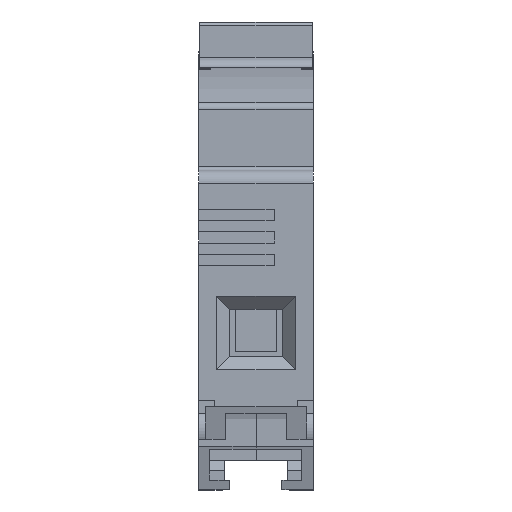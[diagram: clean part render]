
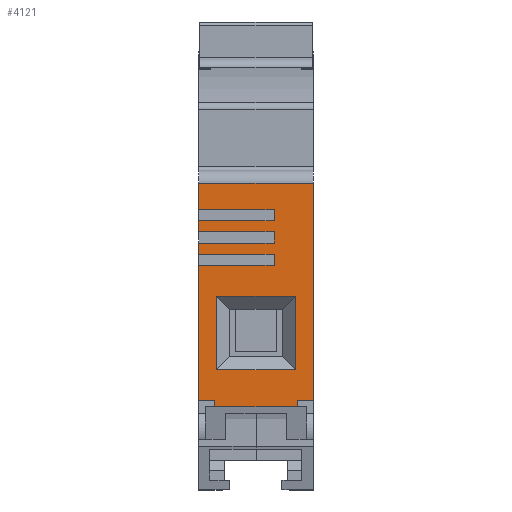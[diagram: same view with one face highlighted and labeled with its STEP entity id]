
A CAD part, front view. The second image highlights one B-rep face of the part: STEP entity #4121.
In plain terms, the highlighted planar face has unit normal (0, -1, 0).
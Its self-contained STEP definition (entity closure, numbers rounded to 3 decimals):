
#1020=DIRECTION('',(0.,0.,1.));
#1021=VECTOR('',#1020,33.);
#1022=CARTESIAN_POINT('',(17.5,-58.2,2.));
#1023=LINE('',#1022,#1021);
#1419=DIRECTION('',(-1.,0.,0.));
#1420=VECTOR('',#1419,2.5);
#1421=CARTESIAN_POINT('',(2.5,-58.2,2.));
#1422=LINE('',#1421,#1420);
#1426=DIRECTION('',(0.,0.,1.));
#1427=VECTOR('',#1426,20.5);
#1428=CARTESIAN_POINT('',(0.,-58.2,2.));
#1429=LINE('',#1428,#1427);
#1433=DIRECTION('',(0.,0.,1.));
#1434=VECTOR('',#1433,1.7);
#1435=CARTESIAN_POINT('',(11.5,-58.2,22.5));
#1436=LINE('',#1435,#1434);
#1440=DIRECTION('',(-1.,0.,0.));
#1441=VECTOR('',#1440,11.5);
#1442=CARTESIAN_POINT('',(11.5,-58.2,24.2));
#1443=LINE('',#1442,#1441);
#1447=DIRECTION('',(0.,0.,1.));
#1448=VECTOR('',#1447,1.7);
#1449=CARTESIAN_POINT('',(0.,-58.2,24.2));
#1450=LINE('',#1449,#1448);
#1454=DIRECTION('',(0.,0.,1.));
#1455=VECTOR('',#1454,1.7);
#1456=CARTESIAN_POINT('',(11.5,-58.2,25.9));
#1457=LINE('',#1456,#1455);
#1461=DIRECTION('',(-1.,0.,0.));
#1462=VECTOR('',#1461,11.5);
#1463=CARTESIAN_POINT('',(11.5,-58.2,27.6));
#1464=LINE('',#1463,#1462);
#1468=DIRECTION('',(0.,0.,1.));
#1469=VECTOR('',#1468,1.7);
#1470=CARTESIAN_POINT('',(0.,-58.2,27.6));
#1471=LINE('',#1470,#1469);
#1475=DIRECTION('',(0.,0.,1.));
#1476=VECTOR('',#1475,1.7);
#1477=CARTESIAN_POINT('',(11.5,-58.2,29.3));
#1478=LINE('',#1477,#1476);
#1482=DIRECTION('',(-1.,0.,0.));
#1483=VECTOR('',#1482,11.5);
#1484=CARTESIAN_POINT('',(11.5,-58.2,31.));
#1485=LINE('',#1484,#1483);
#1489=DIRECTION('',(0.,0.,1.));
#1490=VECTOR('',#1489,4.);
#1491=CARTESIAN_POINT('',(0.,-58.2,31.));
#1492=LINE('',#1491,#1490);
#1496=DIRECTION('',(0.,0.,-1.));
#1497=VECTOR('',#1496,1.);
#1498=CARTESIAN_POINT('',(15.,-58.2,2.));
#1499=LINE('',#1498,#1497);
#1503=DIRECTION('',(-1.,0.,0.));
#1504=VECTOR('',#1503,12.5);
#1505=CARTESIAN_POINT('',(15.,-58.2,1.));
#1506=LINE('',#1505,#1504);
#1510=DIRECTION('',(0.,0.,1.));
#1511=VECTOR('',#1510,11.2);
#1512=CARTESIAN_POINT('',(14.75,-58.2,6.6));
#1513=LINE('',#1512,#1511);
#1517=DIRECTION('',(-1.,0.,0.));
#1518=VECTOR('',#1517,12.);
#1519=CARTESIAN_POINT('',(14.75,-58.2,17.8));
#1520=LINE('',#1519,#1518);
#1524=DIRECTION('',(0.,0.,-1.));
#1525=VECTOR('',#1524,11.2);
#1526=CARTESIAN_POINT('',(2.75,-58.2,17.8));
#1527=LINE('',#1526,#1525);
#1531=DIRECTION('',(1.,0.,0.));
#1532=VECTOR('',#1531,12.);
#1533=CARTESIAN_POINT('',(2.75,-58.2,6.6));
#1534=LINE('',#1533,#1532);
#1538=DIRECTION('',(0.,0.,-1.));
#1539=VECTOR('',#1538,1.);
#1540=CARTESIAN_POINT('',(2.5,-58.2,2.));
#1541=LINE('',#1540,#1539);
#1692=DIRECTION('',(1.,0.,0.));
#1693=VECTOR('',#1692,2.5);
#1694=CARTESIAN_POINT('',(15.,-58.2,2.));
#1695=LINE('',#1694,#1693);
#1734=DIRECTION('',(-1.,0.,0.));
#1735=VECTOR('',#1734,11.5);
#1736=CARTESIAN_POINT('',(11.5,-58.2,22.5));
#1737=LINE('',#1736,#1735);
#1790=DIRECTION('',(-1.,0.,0.));
#1791=VECTOR('',#1790,11.5);
#1792=CARTESIAN_POINT('',(11.5,-58.2,25.9));
#1793=LINE('',#1792,#1791);
#1846=DIRECTION('',(-1.,0.,0.));
#1847=VECTOR('',#1846,11.5);
#1848=CARTESIAN_POINT('',(11.5,-58.2,29.3));
#1849=LINE('',#1848,#1847);
#1902=DIRECTION('',(-1.,0.,0.));
#1903=VECTOR('',#1902,17.5);
#1904=CARTESIAN_POINT('',(17.5,-58.2,35.));
#1905=LINE('',#1904,#1903);
#2645=CARTESIAN_POINT('',(0.,-58.2,35.));
#2646=VERTEX_POINT('',#2645);
#2647=CARTESIAN_POINT('',(0.,-58.2,31.));
#2648=VERTEX_POINT('',#2647);
#2653=CARTESIAN_POINT('',(0.,-58.2,29.3));
#2654=VERTEX_POINT('',#2653);
#2655=CARTESIAN_POINT('',(0.,-58.2,27.6));
#2656=VERTEX_POINT('',#2655);
#2661=CARTESIAN_POINT('',(0.,-58.2,25.9));
#2662=VERTEX_POINT('',#2661);
#2663=CARTESIAN_POINT('',(0.,-58.2,24.2));
#2664=VERTEX_POINT('',#2663);
#2669=CARTESIAN_POINT('',(0.,-58.2,22.5));
#2670=VERTEX_POINT('',#2669);
#2671=CARTESIAN_POINT('',(0.,-58.2,2.));
#2672=VERTEX_POINT('',#2671);
#2884=CARTESIAN_POINT('',(17.5,-58.2,2.));
#2885=VERTEX_POINT('',#2884);
#2886=CARTESIAN_POINT('',(17.5,-58.2,35.));
#2887=VERTEX_POINT('',#2886);
#2936=CARTESIAN_POINT('',(2.5,-58.2,2.));
#2937=VERTEX_POINT('',#2936);
#2938=CARTESIAN_POINT('',(2.5,-58.2,1.));
#2939=VERTEX_POINT('',#2938);
#2940=CARTESIAN_POINT('',(11.5,-58.2,22.5));
#2941=VERTEX_POINT('',#2940);
#2942=CARTESIAN_POINT('',(11.5,-58.2,24.2));
#2943=VERTEX_POINT('',#2942);
#2944=CARTESIAN_POINT('',(11.5,-58.2,25.9));
#2945=VERTEX_POINT('',#2944);
#2946=CARTESIAN_POINT('',(11.5,-58.2,27.6));
#2947=VERTEX_POINT('',#2946);
#2948=CARTESIAN_POINT('',(11.5,-58.2,29.3));
#2949=VERTEX_POINT('',#2948);
#2950=CARTESIAN_POINT('',(11.5,-58.2,31.));
#2951=VERTEX_POINT('',#2950);
#2952=CARTESIAN_POINT('',(15.,-58.2,2.));
#2953=VERTEX_POINT('',#2952);
#2954=CARTESIAN_POINT('',(15.,-58.2,1.));
#2955=VERTEX_POINT('',#2954);
#2956=CARTESIAN_POINT('',(14.75,-58.2,6.6));
#2957=CARTESIAN_POINT('',(14.75,-58.2,17.8));
#2958=VERTEX_POINT('',#2956);
#2959=VERTEX_POINT('',#2957);
#2960=CARTESIAN_POINT('',(2.75,-58.2,17.8));
#2961=VERTEX_POINT('',#2960);
#2962=CARTESIAN_POINT('',(2.75,-58.2,6.6));
#2963=VERTEX_POINT('',#2962);
#4070=CARTESIAN_POINT('',(0.,-58.2,37.));
#4071=DIRECTION('',(0.,-1.,0.));
#4072=DIRECTION('',(0.,0.,-1.));
#4073=AXIS2_PLACEMENT_3D('',#4070,#4071,#4072);
#4074=PLANE('',#4073);
#4076=ORIENTED_EDGE('',*,*,#4075,.F.);
#4077=ORIENTED_EDGE('',*,*,#4062,.T.);
#4078=ORIENTED_EDGE('',*,*,#3133,.T.);
#4080=ORIENTED_EDGE('',*,*,#4079,.F.);
#4082=ORIENTED_EDGE('',*,*,#4081,.T.);
#4084=ORIENTED_EDGE('',*,*,#4083,.T.);
#4085=ORIENTED_EDGE('',*,*,#3125,.T.);
#4087=ORIENTED_EDGE('',*,*,#4086,.F.);
#4089=ORIENTED_EDGE('',*,*,#4088,.T.);
#4091=ORIENTED_EDGE('',*,*,#4090,.T.);
#4092=ORIENTED_EDGE('',*,*,#3117,.T.);
#4094=ORIENTED_EDGE('',*,*,#4093,.F.);
#4096=ORIENTED_EDGE('',*,*,#4095,.T.);
#4098=ORIENTED_EDGE('',*,*,#4097,.T.);
#4099=ORIENTED_EDGE('',*,*,#3109,.T.);
#4101=ORIENTED_EDGE('',*,*,#4100,.F.);
#4102=ORIENTED_EDGE('',*,*,#3756,.F.);
#4104=ORIENTED_EDGE('',*,*,#4103,.F.);
#4106=ORIENTED_EDGE('',*,*,#4105,.T.);
#4108=ORIENTED_EDGE('',*,*,#4107,.T.);
#4109=EDGE_LOOP('',(#4076,#4077,#4078,#4080,#4082,#4084,#4085,#4087,#4089,#4091,
#4092,#4094,#4096,#4098,#4099,#4101,#4102,#4104,#4106,#4108));
#4110=FACE_OUTER_BOUND('',#4109,.F.);
#4112=ORIENTED_EDGE('',*,*,#4111,.T.);
#4114=ORIENTED_EDGE('',*,*,#4113,.T.);
#4116=ORIENTED_EDGE('',*,*,#4115,.T.);
#4118=ORIENTED_EDGE('',*,*,#4117,.T.);
#4119=EDGE_LOOP('',(#4112,#4114,#4116,#4118));
#4120=FACE_BOUND('',#4119,.F.);
#3109=EDGE_CURVE('',#2648,#2646,#1492,.T.);
#3117=EDGE_CURVE('',#2656,#2654,#1471,.T.);
#3125=EDGE_CURVE('',#2664,#2662,#1450,.T.);
#3133=EDGE_CURVE('',#2672,#2670,#1429,.T.);
#3756=EDGE_CURVE('',#2885,#2887,#1023,.T.);
#4062=EDGE_CURVE('',#2937,#2672,#1422,.T.);
#4075=EDGE_CURVE('',#2937,#2939,#1541,.T.);
#4079=EDGE_CURVE('',#2941,#2670,#1737,.T.);
#4081=EDGE_CURVE('',#2941,#2943,#1436,.T.);
#4083=EDGE_CURVE('',#2943,#2664,#1443,.T.);
#4086=EDGE_CURVE('',#2945,#2662,#1793,.T.);
#4088=EDGE_CURVE('',#2945,#2947,#1457,.T.);
#4090=EDGE_CURVE('',#2947,#2656,#1464,.T.);
#4093=EDGE_CURVE('',#2949,#2654,#1849,.T.);
#4095=EDGE_CURVE('',#2949,#2951,#1478,.T.);
#4097=EDGE_CURVE('',#2951,#2648,#1485,.T.);
#4100=EDGE_CURVE('',#2887,#2646,#1905,.T.);
#4103=EDGE_CURVE('',#2953,#2885,#1695,.T.);
#4105=EDGE_CURVE('',#2953,#2955,#1499,.T.);
#4107=EDGE_CURVE('',#2955,#2939,#1506,.T.);
#4111=EDGE_CURVE('',#2958,#2959,#1513,.T.);
#4113=EDGE_CURVE('',#2959,#2961,#1520,.T.);
#4115=EDGE_CURVE('',#2961,#2963,#1527,.T.);
#4117=EDGE_CURVE('',#2963,#2958,#1534,.T.);
#4121=ADVANCED_FACE('',(#4110,#4120),#4074,.T.);
